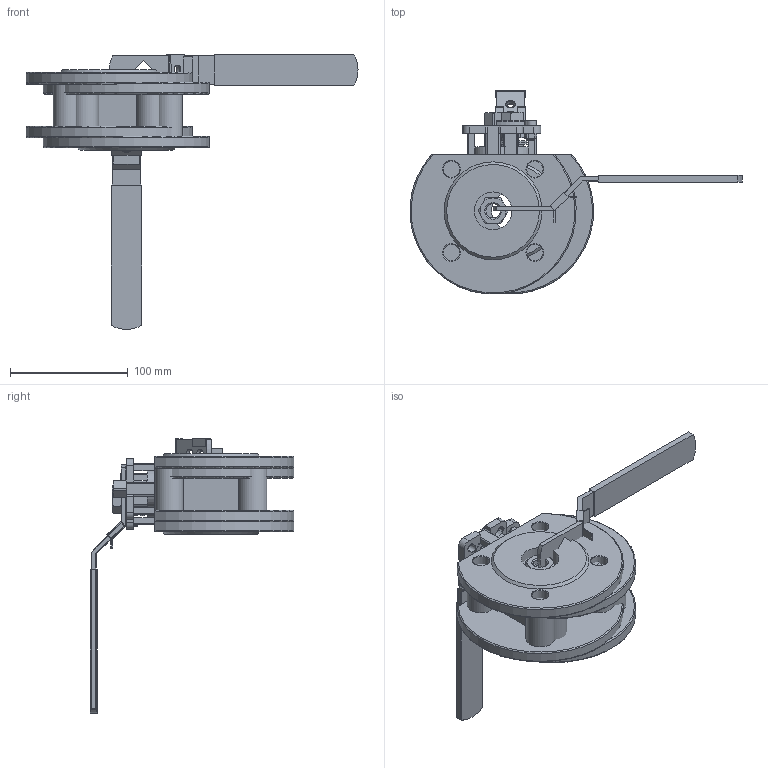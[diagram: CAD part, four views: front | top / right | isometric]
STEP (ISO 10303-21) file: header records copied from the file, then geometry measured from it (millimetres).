
FILE_DESCRIPTION( ( 'Unknown' ), '1' );
FILE_NAME( '8.440.032.stp', 'Unknown', ( 'Unknown' ), ( 'Unknown' ), 'PSStep 13.0', 'Unknown', ' ' );
FILE_SCHEMA( ( 'AUTOMOTIVE_DESIGN { 1 0 10303 214 1 1 1 1 }' ) );
Length unit declared in the file: millimetre
Products named in the file (17): Handhebel DN32; Assem1; G_4; Schlie_S__lasche_6; Hebel_5; DIN912_M_5x12.1_1; DIN934-M5.1_1; Sicherung_6; Scheibe.1.1.1_0; Scheibe.1.1_0; Scheibe.1_5; Scheibe_6; K_S_vrper_4; Feder.1_6; Feder_6; Distanz_6; Mutter M14_flach
Bounding box: 281.39 x 172.74 x 232.92 mm (x, y, z)
Volume: 1025592.7 mm3; surface area: 286157.1 mm2
Topology: 33 solids, 33 shells, 720 faces, 1859 edges, 1216 vertices
Faces by surface type: plane 501, cylinder 145, cone 66, torus 8
Full cylindrical faces by diameter (mm): 4.2 x2, 5 x2, 8 x9, 8.5 x2, 12 x2, 14 x10, 14.2 x2, 15.2 x4, 15.5 x4, 21.8 x4, 24.2 x8, 28.3 x4, 32 x2, 33.6 x2
Entity records: 14198 total; most frequent: CARTESIAN_POINT 3182, DIRECTION 1666, ORIENTED_EDGE 1628, EDGE_CURVE 814, LINE 582, VECTOR 582, VERTEX_POINT 560, AXIS2_PLACEMENT_3D 542
